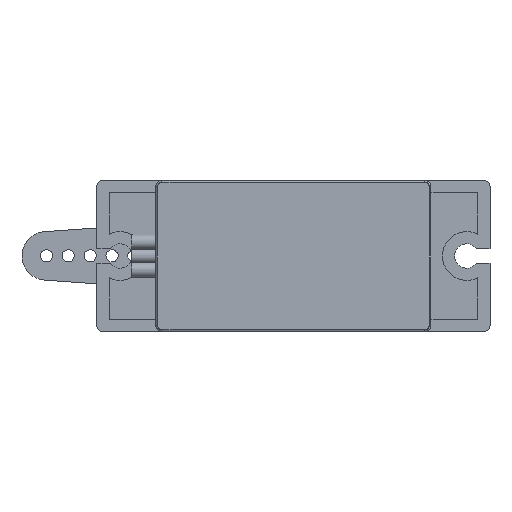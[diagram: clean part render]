
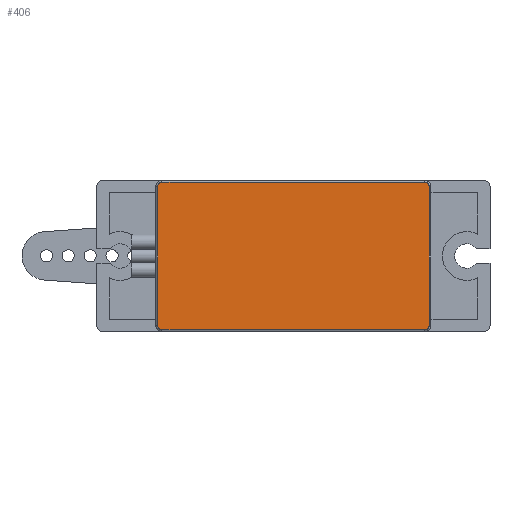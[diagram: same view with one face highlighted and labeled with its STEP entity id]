
A CAD part, front view. The second image highlights one B-rep face of the part: STEP entity #406.
In plain terms, the highlighted planar face has unit normal (0, -1, 0).
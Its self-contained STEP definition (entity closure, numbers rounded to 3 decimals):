
#110 = ORIENTED_EDGE ( 'NONE', *, *, #6532, .T. ) ;
#210 = ORIENTED_EDGE ( 'NONE', *, *, #4528, .T. ) ;
#269 = CARTESIAN_POINT ( 'NONE',  ( 10.8, 0., -6.05 ) ) ;
#377 = DIRECTION ( 'NONE',  ( 0., 0., 1. ) ) ;
#406 = ADVANCED_FACE ( 'NONE', ( #7678 ), #2230, .T. ) ;
#420 = VECTOR ( 'NONE', #377, 1000. ) ;
#425 = CARTESIAN_POINT ( 'NONE',  ( -11.15, 0., -5.7 ) ) ;
#444 = DIRECTION ( 'NONE',  ( -1., 0., 0. ) ) ;
#644 = AXIS2_PLACEMENT_3D ( 'NONE', #7671, #8289, #7055 ) ;
#653 = DIRECTION ( 'NONE',  ( 0., 0., -1. ) ) ;
#786 = CIRCLE ( 'NONE', #7994, 0.35 ) ;
#835 = VERTEX_POINT ( 'NONE', #8022 ) ;
#1004 = CIRCLE ( 'NONE', #5131, 0.35 ) ;
#1116 = CARTESIAN_POINT ( 'NONE',  ( 11.15, 0., 5.7 ) ) ;
#1130 = AXIS2_PLACEMENT_3D ( 'NONE', #7368, #1609, #4834 ) ;
#1289 = CIRCLE ( 'NONE', #1130, 0.35 ) ;
#1325 = VERTEX_POINT ( 'NONE', #2524 ) ;
#1359 = AXIS2_PLACEMENT_3D ( 'NONE', #5433, #1590, #2878 ) ;
#1590 = DIRECTION ( 'NONE',  ( 0., -1., 0. ) ) ;
#1609 = DIRECTION ( 'NONE',  ( 0., -1., 0. ) ) ;
#1641 = DIRECTION ( 'NONE',  ( 1., 0., 0. ) ) ;
#1676 = DIRECTION ( 'NONE',  ( 0., 0., -1. ) ) ;
#1762 = CARTESIAN_POINT ( 'NONE',  ( -10.8, 0., 6.05 ) ) ;
#1999 = CARTESIAN_POINT ( 'NONE',  ( -10.8, 0., 5.7 ) ) ;
#2230 = PLANE ( 'NONE',  #1359 ) ;
#2395 = DIRECTION ( 'NONE',  ( 0., 0., -1. ) ) ;
#2416 = DIRECTION ( 'NONE',  ( 0., -1., 0. ) ) ;
#2524 = CARTESIAN_POINT ( 'NONE',  ( -10.8, 0., -6.05 ) ) ;
#2854 = CIRCLE ( 'NONE', #644, 0.35 ) ;
#2878 = DIRECTION ( 'NONE',  ( 0., 0., -1. ) ) ;
#3035 = CARTESIAN_POINT ( 'NONE',  ( -10.8, 0., 6.05 ) ) ;
#3074 = EDGE_CURVE ( 'NONE', #5695, #3122, #4096, .T. ) ;
#3122 = VERTEX_POINT ( 'NONE', #425 ) ;
#3157 = VERTEX_POINT ( 'NONE', #1762 ) ;
#3317 = CARTESIAN_POINT ( 'NONE',  ( -11.15, 0., 5.7 ) ) ;
#3354 = ORIENTED_EDGE ( 'NONE', *, *, #5710, .T. ) ;
#3462 = ORIENTED_EDGE ( 'NONE', *, *, #5436, .T. ) ;
#3541 = CARTESIAN_POINT ( 'NONE',  ( -11.15, 0., -5.7 ) ) ;
#3903 = VERTEX_POINT ( 'NONE', #5659 ) ;
#4042 = VECTOR ( 'NONE', #1641, 1000. ) ;
#4096 = LINE ( 'NONE', #3541, #7124 ) ;
#4226 = EDGE_CURVE ( 'NONE', #3903, #835, #7498, .T. ) ;
#4348 = LINE ( 'NONE', #3035, #5841 ) ;
#4492 = CARTESIAN_POINT ( 'NONE',  ( 10.8, 0., -6.05 ) ) ;
#4497 = ORIENTED_EDGE ( 'NONE', *, *, #7782, .T. ) ;
#4528 = EDGE_CURVE ( 'NONE', #1325, #5570, #6985, .T. ) ;
#4535 = DIRECTION ( 'NONE',  ( 0., -1., 0. ) ) ;
#4834 = DIRECTION ( 'NONE',  ( 0., 0., -1. ) ) ;
#4893 = VERTEX_POINT ( 'NONE', #5362 ) ;
#5131 = AXIS2_PLACEMENT_3D ( 'NONE', #5596, #2416, #2395 ) ;
#5362 = CARTESIAN_POINT ( 'NONE',  ( 10.8, 0., 6.05 ) ) ;
#5433 = CARTESIAN_POINT ( 'NONE',  ( 0., 0., 0. ) ) ;
#5436 = EDGE_CURVE ( 'NONE', #5570, #3903, #1004, .T. ) ;
#5570 = VERTEX_POINT ( 'NONE', #4492 ) ;
#5596 = CARTESIAN_POINT ( 'NONE',  ( 10.8, 0., -5.7 ) ) ;
#5659 = CARTESIAN_POINT ( 'NONE',  ( 11.15, 0., -5.7 ) ) ;
#5695 = VERTEX_POINT ( 'NONE', #3317 ) ;
#5710 = EDGE_CURVE ( 'NONE', #3157, #5695, #786, .T. ) ;
#5841 = VECTOR ( 'NONE', #444, 1000. ) ;
#6401 = ORIENTED_EDGE ( 'NONE', *, *, #4226, .T. ) ;
#6532 = EDGE_CURVE ( 'NONE', #3122, #1325, #1289, .T. ) ;
#6985 = LINE ( 'NONE', #269, #4042 ) ;
#7030 = EDGE_LOOP ( 'NONE', ( #210, #3462, #6401, #4497, #7204, #3354, #7990, #110 ) ) ;
#7055 = DIRECTION ( 'NONE',  ( 0., 0., -1. ) ) ;
#7124 = VECTOR ( 'NONE', #1676, 1000. ) ;
#7204 = ORIENTED_EDGE ( 'NONE', *, *, #7660, .T. ) ;
#7368 = CARTESIAN_POINT ( 'NONE',  ( -10.8, 0., -5.7 ) ) ;
#7498 = LINE ( 'NONE', #1116, #420 ) ;
#7660 = EDGE_CURVE ( 'NONE', #4893, #3157, #4348, .T. ) ;
#7671 = CARTESIAN_POINT ( 'NONE',  ( 10.8, 0., 5.7 ) ) ;
#7678 = FACE_OUTER_BOUND ( 'NONE', #7030, .T. ) ;
#7782 = EDGE_CURVE ( 'NONE', #835, #4893, #2854, .T. ) ;
#7990 = ORIENTED_EDGE ( 'NONE', *, *, #3074, .T. ) ;
#7994 = AXIS2_PLACEMENT_3D ( 'NONE', #1999, #4535, #653 ) ;
#8022 = CARTESIAN_POINT ( 'NONE',  ( 11.15, 0., 5.7 ) ) ;
#8289 = DIRECTION ( 'NONE',  ( 0., -1., 0. ) ) ;
